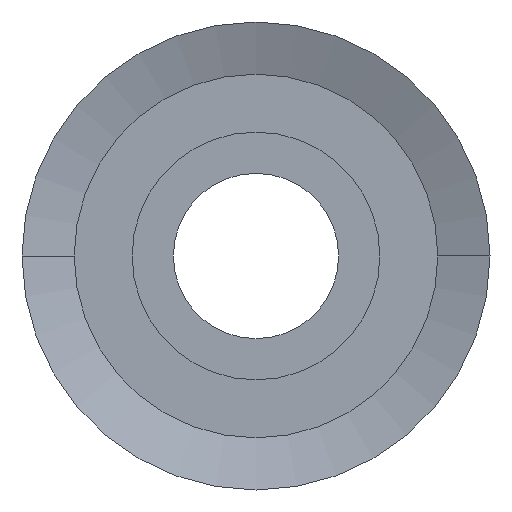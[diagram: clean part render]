
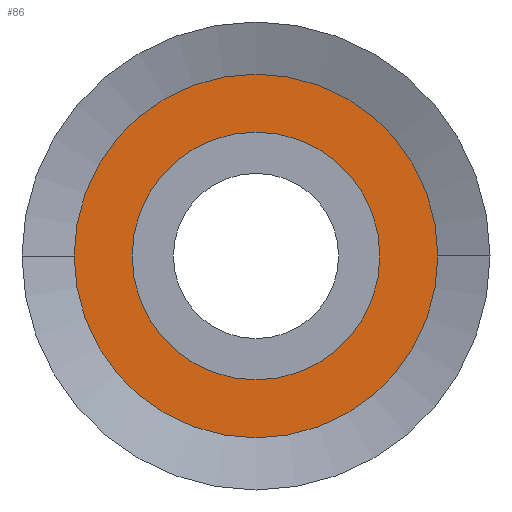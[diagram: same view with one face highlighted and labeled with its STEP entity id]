
A CAD part, left-side view. The second image highlights one B-rep face of the part: STEP entity #86.
In plain terms, the highlighted planar face has unit normal (-1, 0, 0).
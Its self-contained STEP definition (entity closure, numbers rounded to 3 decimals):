
#86 = ADVANCED_FACE( '', ( #203, #204 ), #205, .T. );
#203 = FACE_BOUND( '', #417, .T. );
#204 = FACE_OUTER_BOUND( '', #418, .T. );
#205 = PLANE( '', #419 );
#417 = EDGE_LOOP( '', ( #763, #764 ) );
#418 = EDGE_LOOP( '', ( #765, #766 ) );
#419 = AXIS2_PLACEMENT_3D( '', #767, #768, #769 );
#763 = ORIENTED_EDGE( '', *, *, #1493, .F. );
#764 = ORIENTED_EDGE( '', *, *, #1609, .F. );
#765 = ORIENTED_EDGE( '', *, *, #1610, .T. );
#766 = ORIENTED_EDGE( '', *, *, #1512, .T. );
#767 = CARTESIAN_POINT( '', ( -6., 5.553, 0. ) );
#768 = DIRECTION( '', ( -1., 0., 0. ) );
#769 = DIRECTION( '', ( 0., 1., 0. ) );
#1493 = EDGE_CURVE( '', #1778, #1781, #1782, .T. );
#1512 = EDGE_CURVE( '', #1816, #1813, #1817, .T. );
#1609 = EDGE_CURVE( '', #1781, #1778, #2003, .T. );
#1610 = EDGE_CURVE( '', #1813, #1816, #2004, .T. );
#1778 = VERTEX_POINT( '', #2252 );
#1781 = VERTEX_POINT( '', #2256 );
#1782 = CIRCLE( '', #2257, 4.5 );
#1813 = VERTEX_POINT( '', #2297 );
#1816 = VERTEX_POINT( '', #2301 );
#1817 = CIRCLE( '', #2302, 6.605 );
#2003 = CIRCLE( '', #2495, 4.5 );
#2004 = CIRCLE( '', #2496, 6.605 );
#2252 = CARTESIAN_POINT( '', ( -6., 4.5, 0. ) );
#2256 = CARTESIAN_POINT( '', ( -6., -4.5, 0. ) );
#2257 = AXIS2_PLACEMENT_3D( '', #2825, #2826, #2827 );
#2297 = CARTESIAN_POINT( '', ( -6., 6.605, 0. ) );
#2301 = CARTESIAN_POINT( '', ( -6., -6.605, 0. ) );
#2302 = AXIS2_PLACEMENT_3D( '', #2862, #2863, #2864 );
#2495 = AXIS2_PLACEMENT_3D( '', #3139, #3140, #3141 );
#2496 = AXIS2_PLACEMENT_3D( '', #3142, #3143, #3144 );
#2825 = CARTESIAN_POINT( '', ( -6., 0., 0. ) );
#2826 = DIRECTION( '', ( -1., 0., 0. ) );
#2827 = DIRECTION( '', ( 0., 1., 0. ) );
#2862 = CARTESIAN_POINT( '', ( -6., 0., 0. ) );
#2863 = DIRECTION( '', ( -1., 0., 0. ) );
#2864 = DIRECTION( '', ( 0., 1., 0. ) );
#3139 = CARTESIAN_POINT( '', ( -6., 0., 0. ) );
#3140 = DIRECTION( '', ( -1., 0., 0. ) );
#3141 = DIRECTION( '', ( 0., 1., 0. ) );
#3142 = CARTESIAN_POINT( '', ( -6., 0., 0. ) );
#3143 = DIRECTION( '', ( -1., 0., 0. ) );
#3144 = DIRECTION( '', ( 0., 1., 0. ) );
